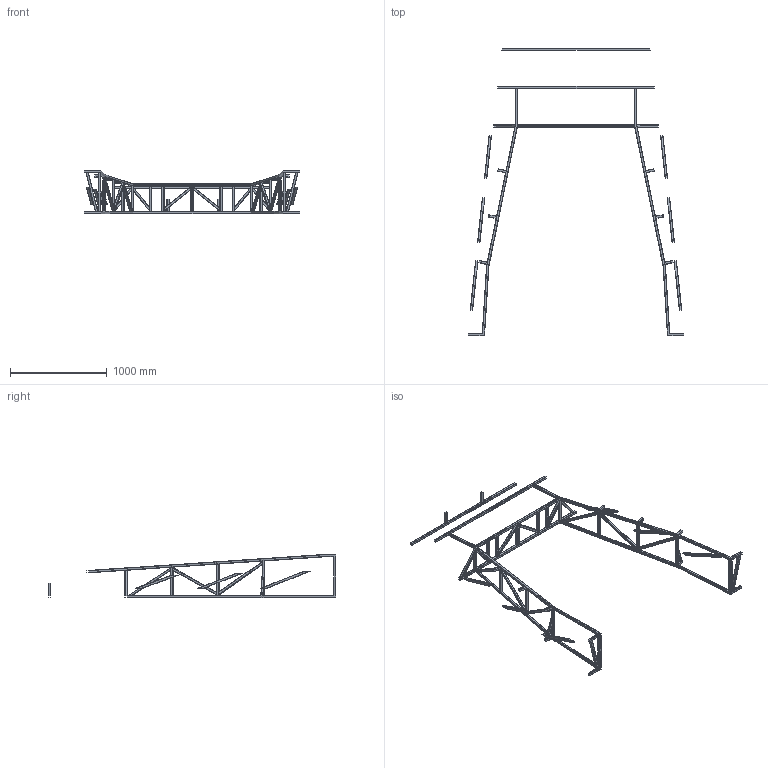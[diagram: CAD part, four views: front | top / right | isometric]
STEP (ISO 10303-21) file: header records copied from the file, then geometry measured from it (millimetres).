
FILE_DESCRIPTION(/* description */ (''),/* implementation_level */ '2;1');
FILE_NAME(/* name */ '25x25x2 sub frame',/* time_stamp */ '2022-07-25T16:21:48+01:00',/* author */ (''),/* organization */ (''),/* preprocessor_version */ 'ST-DEVELOPER v16.5',/* originating_system */ 'Rhino 7.20',/* authorisation */ '');
FILE_SCHEMA (('AUTOMOTIVE_DESIGN_CC2'));
Length unit declared in the file: millimetre
Products named in the file (1): Document
Bounding box: 2225 x 2975 x 452.7 mm (x, y, z)
Volume: 5392951.6 mm3; surface area: 5423691.8 mm2
Topology: 67 solids, 67 shells, 1270 faces, 3408 edges, 2272 vertices
Faces by surface type: plane 670, cylinder 600
Entity records: 36178 total; most frequent: CARTESIAN_POINT 12812, ORIENTED_EDGE 6816, EDGE_CURVE 3408, VERTEX_POINT 2272, B_SPLINE_CURVE_WITH_KNOTS 2222, EDGE_LOOP 1404, DIRECTION 1274, AXIS2_PLACEMENT_3D 1272
